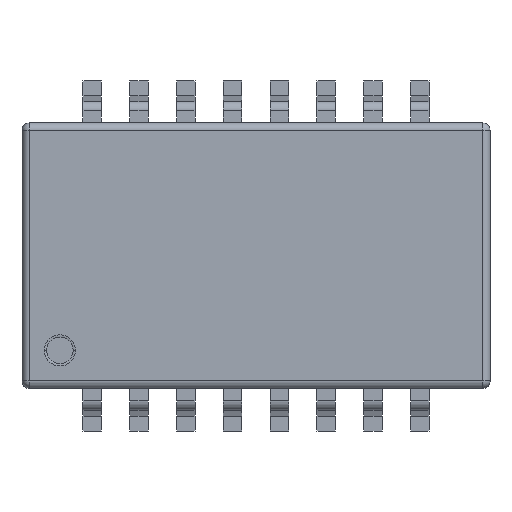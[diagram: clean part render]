
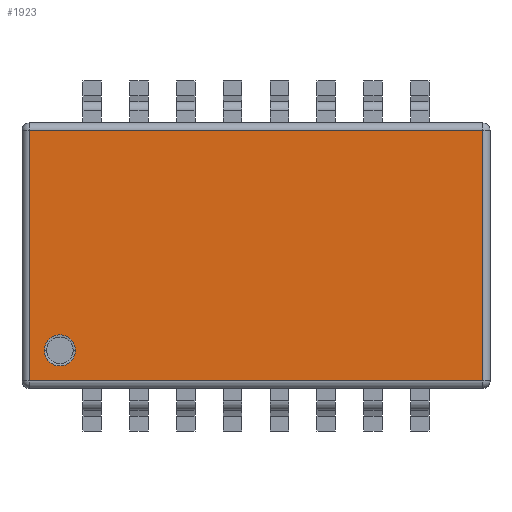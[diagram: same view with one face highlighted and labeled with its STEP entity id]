
A CAD part, top view. The second image highlights one B-rep face of the part: STEP entity #1923.
In plain terms, the highlighted planar face has unit normal (0, 0, 1).
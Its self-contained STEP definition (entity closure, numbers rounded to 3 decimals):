
#394 = DIRECTION ( 'NONE',  ( 0., 0., -1. ) ) ;
#470 = ORIENTED_EDGE ( 'NONE', *, *, #717, .T. ) ;
#596 = CARTESIAN_POINT ( 'NONE',  ( -5.744, -2.571, 5.7 ) ) ;
#680 = CARTESIAN_POINT ( 'NONE',  ( 6.15, -3.4, 5.7 ) ) ;
#717 = EDGE_CURVE ( 'NONE', #12247, #2981, #14747, .T. ) ;
#754 = CIRCLE ( 'NONE', #6007, 0.422 ) ;
#1074 = LINE ( 'NONE', #6358, #15876 ) ;
#1534 = DIRECTION ( 'NONE',  ( 0., 1., 0. ) ) ;
#1923 = ADVANCED_FACE ( 'NONE', ( #8031, #7415 ), #6768, .F. ) ;
#1965 = EDGE_CURVE ( 'NONE', #3055, #12247, #14512, .T. ) ;
#2259 = EDGE_CURVE ( 'NONE', #2981, #7083, #1074, .T. ) ;
#2981 = VERTEX_POINT ( 'NONE', #680 ) ;
#2999 = ORIENTED_EDGE ( 'NONE', *, *, #13869, .T. ) ;
#3034 = DIRECTION ( 'NONE',  ( 0., -1., 0. ) ) ;
#3055 = VERTEX_POINT ( 'NONE', #5615 ) ;
#4288 = VERTEX_POINT ( 'NONE', #12483 ) ;
#4452 = CARTESIAN_POINT ( 'NONE',  ( 0., -3.4, 5.7 ) ) ;
#4625 = CARTESIAN_POINT ( 'NONE',  ( -6.15, 0., 5.7 ) ) ;
#4670 = VECTOR ( 'NONE', #8562, 1000. ) ;
#5116 = ORIENTED_EDGE ( 'NONE', *, *, #15649, .T. ) ;
#5333 = VERTEX_POINT ( 'NONE', #596 ) ;
#5615 = CARTESIAN_POINT ( 'NONE',  ( -6.15, 3.4, 5.7 ) ) ;
#5832 = DIRECTION ( 'NONE',  ( 0., 0., -1. ) ) ;
#6007 = AXIS2_PLACEMENT_3D ( 'NONE', #16368, #14964, #13916 ) ;
#6358 = CARTESIAN_POINT ( 'NONE',  ( 6.15, 0., 5.7 ) ) ;
#6373 = CARTESIAN_POINT ( 'NONE',  ( 6.15, 3.4, 5.7 ) ) ;
#6436 = EDGE_LOOP ( 'NONE', ( #5116, #2999 ) ) ;
#6768 = PLANE ( 'NONE',  #15085 ) ;
#6879 = CARTESIAN_POINT ( 'NONE',  ( 0., 0., 5.7 ) ) ;
#6983 = DIRECTION ( 'NONE',  ( 0., -1., 0. ) ) ;
#7081 = AXIS2_PLACEMENT_3D ( 'NONE', #13451, #5832, #13395 ) ;
#7083 = VERTEX_POINT ( 'NONE', #6373 ) ;
#7415 = FACE_BOUND ( 'NONE', #6436, .T. ) ;
#7953 = ORIENTED_EDGE ( 'NONE', *, *, #1965, .T. ) ;
#8031 = FACE_OUTER_BOUND ( 'NONE', #11561, .T. ) ;
#8562 = DIRECTION ( 'NONE',  ( -1., 0., 0. ) ) ;
#9264 = ORIENTED_EDGE ( 'NONE', *, *, #14472, .T. ) ;
#10869 = ORIENTED_EDGE ( 'NONE', *, *, #2259, .T. ) ;
#11561 = EDGE_LOOP ( 'NONE', ( #7953, #470, #10869, #9264 ) ) ;
#12247 = VERTEX_POINT ( 'NONE', #12953 ) ;
#12483 = CARTESIAN_POINT ( 'NONE',  ( -4.899, -2.571, 5.7 ) ) ;
#12953 = CARTESIAN_POINT ( 'NONE',  ( -6.15, -3.4, 5.7 ) ) ;
#13395 = DIRECTION ( 'NONE',  ( -1., 0., 0. ) ) ;
#13451 = CARTESIAN_POINT ( 'NONE',  ( -5.321, -2.571, 5.7 ) ) ;
#13869 = EDGE_CURVE ( 'NONE', #4288, #5333, #14069, .T. ) ;
#13916 = DIRECTION ( 'NONE',  ( -1., 0., 0. ) ) ;
#14069 = CIRCLE ( 'NONE', #7081, 0.422 ) ;
#14472 = EDGE_CURVE ( 'NONE', #7083, #3055, #15817, .T. ) ;
#14512 = LINE ( 'NONE', #4625, #14915 ) ;
#14560 = VECTOR ( 'NONE', #15339, 1000. ) ;
#14747 = LINE ( 'NONE', #4452, #14560 ) ;
#14915 = VECTOR ( 'NONE', #6983, 1000. ) ;
#14964 = DIRECTION ( 'NONE',  ( 0., 0., -1. ) ) ;
#15085 = AXIS2_PLACEMENT_3D ( 'NONE', #6879, #394, #3034 ) ;
#15339 = DIRECTION ( 'NONE',  ( 1., 0., 0. ) ) ;
#15649 = EDGE_CURVE ( 'NONE', #5333, #4288, #754, .T. ) ;
#15817 = LINE ( 'NONE', #16284, #4670 ) ;
#15876 = VECTOR ( 'NONE', #1534, 1000. ) ;
#16284 = CARTESIAN_POINT ( 'NONE',  ( 0., 3.4, 5.7 ) ) ;
#16368 = CARTESIAN_POINT ( 'NONE',  ( -5.321, -2.571, 5.7 ) ) ;
